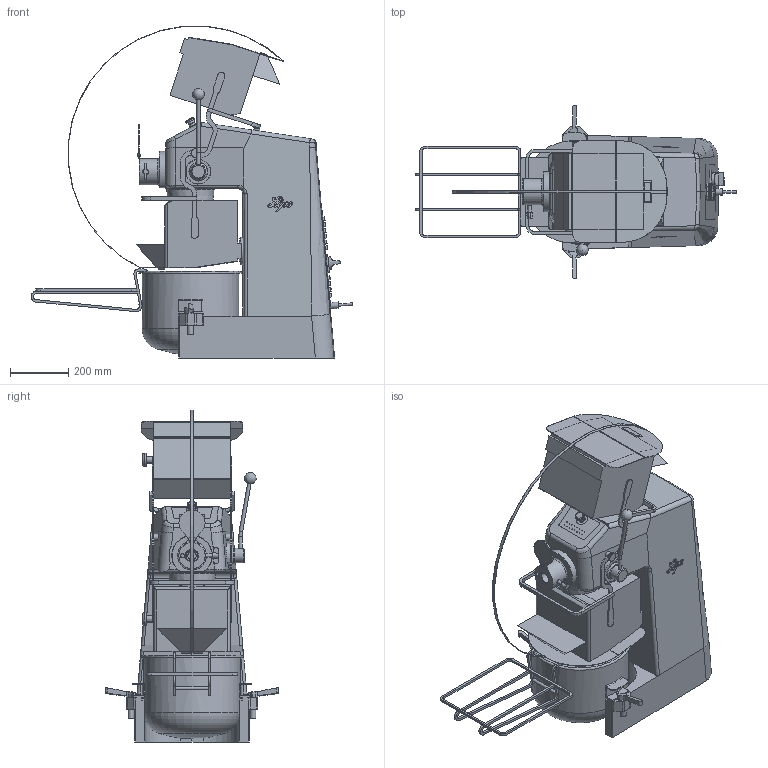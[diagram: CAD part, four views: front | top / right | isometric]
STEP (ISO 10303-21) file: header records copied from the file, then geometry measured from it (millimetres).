
FILE_DESCRIPTION(/* description */ ('Unknown'),/* implementation_level */ '2;1');
FILE_NAME(/* name */ 'C3D-Junior 3-C',/* time_stamp */ '2022-03-30T14:01:56+02:00',/* author */ ('Rotor Lips AG'),/* organization */ ('Unknown'),/* preprocessor_version */ 'ST-DEVELOPER v16.7',/* originating_system */ 'Solid Edge',/* authorisation */ 'Unknown');
FILE_SCHEMA (('AUTOMOTIVE_DESIGN {1 0 10303 214 3 1 1}'));
Products named in the file (1): VS37000_F_Vereinfachung
Bounding box: 1107.94 x 597.17 x 1142.66 mm (x, y, z)
Volume: 144389790.8 mm3; surface area: 3203759 mm2
Topology: 3 solids, 3 shells, 1365 faces, 3890 edges, 2552 vertices
Faces by surface type: plane 886, cylinder 282, bspline 159, torus 21, cone 14, sphere 3
Full cylindrical faces by diameter (mm): 6.2 x1, 9.5 x1, 10 x2, 11 x1, 12 x3, 13 x1, 20 x2, 21 x1, 21.5 x2, 22 x1, 22.5 x1, 23 x1, 24 x2, 29.197 x1, 30 x2, 31.522 x1, 40 x2, 44.198 x1, 45 x2, 50 x1, 90 x1, 95 x1, 333 x1
Entity records: 55476 total; most frequent: CARTESIAN_POINT 11361, ORIENTED_EDGE 7584, DIRECTION 6544, EDGE_CURVE 3792, LINE 2766, VECTOR 2766, VERTEX_POINT 2518, AXIS2_PLACEMENT_3D 1889
